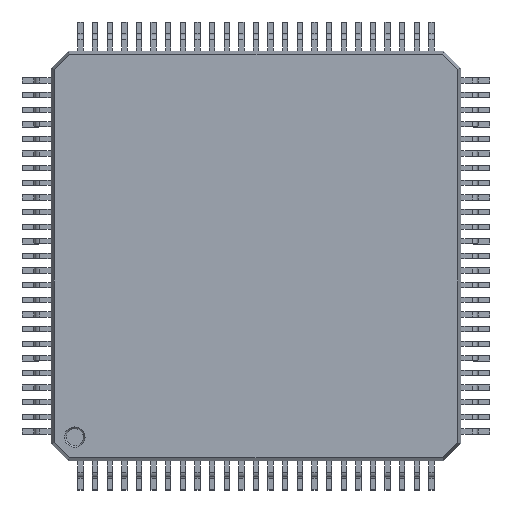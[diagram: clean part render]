
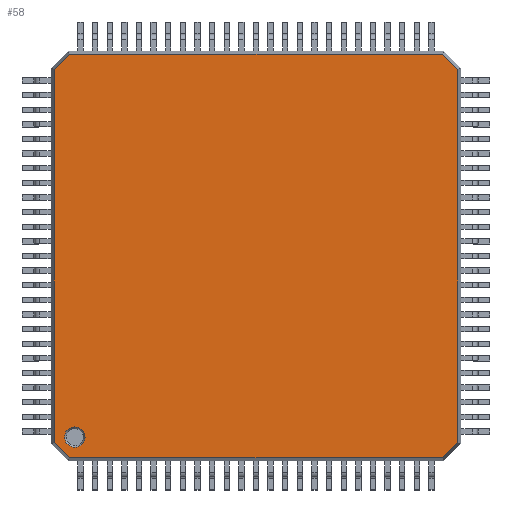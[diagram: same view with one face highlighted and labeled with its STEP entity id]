
A CAD part, top view. The second image highlights one B-rep face of the part: STEP entity #58.
In plain terms, the highlighted planar face has unit normal (0, 0, 1).
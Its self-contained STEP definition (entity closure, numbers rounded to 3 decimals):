
#58=ADVANCED_FACE('',(#12010,#12012),#12014,.T.);
#12010=FACE_BOUND('',#12011,.T.);
#12011=EDGE_LOOP('',(#21510,#21511,#21512,#21513,#21514,#21515,#21516,#21517));
#12012=FACE_BOUND('',#12013,.T.);
#12013=EDGE_LOOP('',(#21518));
#12014=PLANE('',#12015);
#12015=AXIS2_PLACEMENT_3D('',#12016,#12017,#12018);
#12016=CARTESIAN_POINT('',(0.,0.,1.1));
#12017=DIRECTION('',(0.,0.,1.));
#12018=DIRECTION('',(1.,0.,0.));
#21510=ORIENTED_EDGE('',*,*,#28826,.T.);
#21511=ORIENTED_EDGE('',*,*,#28827,.F.);
#21512=ORIENTED_EDGE('',*,*,#28828,.T.);
#21513=ORIENTED_EDGE('',*,*,#28829,.F.);
#21514=ORIENTED_EDGE('',*,*,#28830,.T.);
#21515=ORIENTED_EDGE('',*,*,#28831,.F.);
#21516=ORIENTED_EDGE('',*,*,#28832,.T.);
#21517=ORIENTED_EDGE('',*,*,#28833,.F.);
#21518=ORIENTED_EDGE('',*,*,#28834,.T.);
#28826=EDGE_CURVE('',#32484,#32485,#32486,.T.);
#28827=EDGE_CURVE('',#32487,#32485,#32488,.F.);
#28828=EDGE_CURVE('',#32487,#32489,#32490,.T.);
#28829=EDGE_CURVE('',#32491,#32489,#32492,.F.);
#28830=EDGE_CURVE('',#32491,#32493,#32494,.T.);
#28831=EDGE_CURVE('',#32495,#32493,#32496,.F.);
#28832=EDGE_CURVE('',#32495,#32497,#32498,.T.);
#28833=EDGE_CURVE('',#32484,#32497,#32499,.F.);
#28834=EDGE_CURVE('',#32500,#32500,#32501,.F.);
#32484=VERTEX_POINT('',#38576);
#32485=VERTEX_POINT('',#38577);
#32486=LINE('',#38578,#38579);
#32487=VERTEX_POINT('',#38581);
#32488=LINE('',#38582,#38583);
#32489=VERTEX_POINT('',#38585);
#32490=LINE('',#38586,#38587);
#32491=VERTEX_POINT('',#38589);
#32492=LINE('',#38590,#38591);
#32493=VERTEX_POINT('',#38593);
#32494=LINE('',#38594,#38595);
#32495=VERTEX_POINT('',#38597);
#32496=LINE('',#38598,#38599);
#32497=VERTEX_POINT('',#38601);
#32498=LINE('',#38602,#38603);
#32499=LINE('',#38605,#38606);
#32500=VERTEX_POINT('',#38608);
#32501=CIRCLE('',#38609,0.35);
#38576=CARTESIAN_POINT('',(6.894,-6.373,1.1));
#38577=CARTESIAN_POINT('',(6.894,6.373,1.1));
#38578=CARTESIAN_POINT('',(6.894,-6.373,1.1));
#38579=VECTOR('',#38580,1.);
#38580=DIRECTION('',(0.,1.,0.));
#38581=CARTESIAN_POINT('',(6.373,6.894,1.1));
#38582=CARTESIAN_POINT('',(6.894,6.373,1.1));
#38583=VECTOR('',#38584,1.);
#38584=DIRECTION('',(-0.707,0.707,0.));
#38585=CARTESIAN_POINT('',(-6.373,6.894,1.1));
#38586=CARTESIAN_POINT('',(6.373,6.894,1.1));
#38587=VECTOR('',#38588,1.);
#38588=DIRECTION('',(-1.,0.,0.));
#38589=CARTESIAN_POINT('',(-6.894,6.373,1.1));
#38590=CARTESIAN_POINT('',(-6.373,6.894,1.1));
#38591=VECTOR('',#38592,1.);
#38592=DIRECTION('',(-0.707,-0.707,0.));
#38593=CARTESIAN_POINT('',(-6.894,-6.373,1.1));
#38594=CARTESIAN_POINT('',(-6.894,6.373,1.1));
#38595=VECTOR('',#38596,1.);
#38596=DIRECTION('',(0.,-1.,0.));
#38597=CARTESIAN_POINT('',(-6.373,-6.894,1.1));
#38598=CARTESIAN_POINT('',(-6.894,-6.373,1.1));
#38599=VECTOR('',#38600,1.);
#38600=DIRECTION('',(0.707,-0.707,0.));
#38601=CARTESIAN_POINT('',(6.373,-6.894,1.1));
#38602=CARTESIAN_POINT('',(-6.373,-6.894,1.1));
#38603=VECTOR('',#38604,1.);
#38604=DIRECTION('',(1.,0.,0.));
#38605=CARTESIAN_POINT('',(6.373,-6.894,1.1));
#38606=VECTOR('',#38607,1.);
#38607=DIRECTION('',(0.707,0.707,0.));
#38608=CARTESIAN_POINT('',(-5.844,-6.194,1.1));
#38609=AXIS2_PLACEMENT_3D('',#38610,#38611,#38612);
#38610=CARTESIAN_POINT('',(-6.194,-6.194,1.1));
#38611=DIRECTION('',(0.,0.,1.));
#38612=DIRECTION('',(1.,0.,0.));
